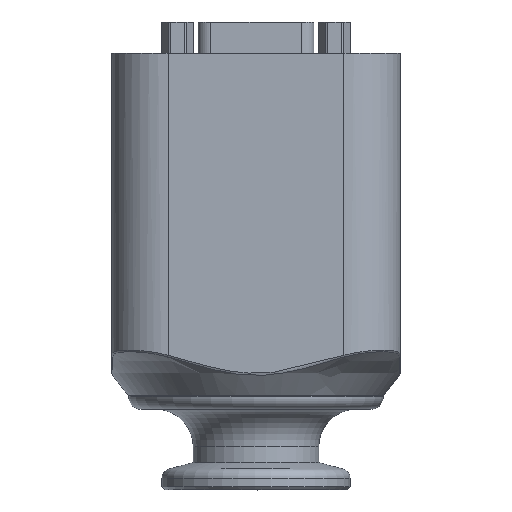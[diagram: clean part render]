
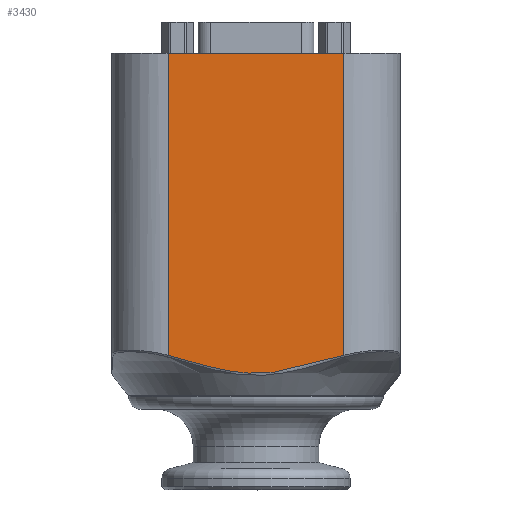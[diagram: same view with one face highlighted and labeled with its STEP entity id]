
A CAD part, top view. The second image highlights one B-rep face of the part: STEP entity #3430.
In plain terms, the highlighted planar face has unit normal (0, 0, 1).
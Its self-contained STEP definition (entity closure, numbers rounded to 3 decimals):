
#2030=CARTESIAN_POINT('',(-14.,6.355,22.931));
#2031=VERTEX_POINT('',#2030);
#2121=CARTESIAN_POINT('',(13.948,6.341,22.931));
#2122=VERTEX_POINT('',#2121);
#2129=CARTESIAN_POINT('',(-13.948,6.341,22.931));
#2130=VERTEX_POINT('',#2129);
#2131=CARTESIAN_POINT('',(13.948,6.341,22.931));
#2132=CARTESIAN_POINT('',(11.341,5.634,22.931));
#2133=CARTESIAN_POINT('',(7.261,4.338,22.931));
#2134=CARTESIAN_POINT('',(1.9,3.456,22.931));
#2135=CARTESIAN_POINT('',(-1.897,3.457,22.931));
#2136=CARTESIAN_POINT('',(-7.265,4.334,22.931));
#2137=CARTESIAN_POINT('',(-11.341,5.634,22.931));
#2138=CARTESIAN_POINT('',(-13.948,6.341,22.931));
#2139=B_SPLINE_CURVE_WITH_KNOTS('',3,(#2131,#2132,#2133,#2134,#2135,#2136,#2137,#2138),.UNSPECIFIED.,.F.,.U.,(4,1,1,1,1,4),(-11.699,-10.928,-10.543,-10.158,-9.773,-9.003),.UNSPECIFIED.);
#2140=EDGE_CURVE('',#2122,#2130,#2139,.T.);
#2182=CARTESIAN_POINT('',(-13.948,6.341,22.931));
#2183=CARTESIAN_POINT('',(-13.965,6.346,22.931));
#2184=CARTESIAN_POINT('',(-13.983,6.351,22.931));
#2185=CARTESIAN_POINT('',(-14.,6.355,22.931));
#2186=B_SPLINE_CURVE_WITH_KNOTS('',3,(#2182,#2183,#2184,#2185),.UNSPECIFIED.,.F.,.U.,(4,4),(-1.431,-1.426),.UNSPECIFIED.);
#2187=EDGE_CURVE('',#2130,#2031,#2186,.T.);
#2225=CARTESIAN_POINT('',(14.,6.355,22.931));
#2226=VERTEX_POINT('',#2225);
#2284=CARTESIAN_POINT('',(14.,6.355,22.931));
#2285=CARTESIAN_POINT('',(13.983,6.351,22.931));
#2286=CARTESIAN_POINT('',(13.965,6.346,22.931));
#2287=CARTESIAN_POINT('',(13.948,6.341,22.931));
#2288=B_SPLINE_CURVE_WITH_KNOTS('',3,(#2284,#2285,#2286,#2287),.UNSPECIFIED.,.F.,.U.,(4,4),(-0.005,0.),.UNSPECIFIED.);
#2289=EDGE_CURVE('',#2226,#2122,#2288,.T.);
#3387=CARTESIAN_POINT('',(14.,54.48,22.931));
#3388=VERTEX_POINT('',#3387);
#3396=CARTESIAN_POINT('',(14.,6.355,22.931));
#3397=DIRECTION('',(0.0,1.0,0.0));
#3398=VECTOR('',#3397,48.125);
#3399=LINE('',#3396,#3398);
#3400=EDGE_CURVE('',#2226,#3388,#3399,.T.);
#3405=CARTESIAN_POINT('',(-14.,0.0,22.931));
#3406=DIRECTION('',(0.0,0.0,1.0));
#3407=DIRECTION('',(1.0,0.0,0.0));
#3408=AXIS2_PLACEMENT_3D('',#3405,#3406,#3407);
#3409=PLANE('',#3408);
#3410=ORIENTED_EDGE('',*,*,#2289,.F.);
#3411=ORIENTED_EDGE('',*,*,#3400,.T.);
#3412=CARTESIAN_POINT('',(-14.,54.48,22.931));
#3413=VERTEX_POINT('',#3412);
#3414=CARTESIAN_POINT('',(-14.,54.48,22.931));
#3415=DIRECTION('',(1.0,0.0,0.0));
#3416=VECTOR('',#3415,28.);
#3417=LINE('',#3414,#3416);
#3418=EDGE_CURVE('',#3413,#3388,#3417,.T.);
#3419=ORIENTED_EDGE('',*,*,#3418,.F.);
#3420=CARTESIAN_POINT('',(-14.,6.355,22.931));
#3421=DIRECTION('',(0.0,1.0,0.0));
#3422=VECTOR('',#3421,48.125);
#3423=LINE('',#3420,#3422);
#3424=EDGE_CURVE('',#2031,#3413,#3423,.T.);
#3425=ORIENTED_EDGE('',*,*,#3424,.F.);
#3426=ORIENTED_EDGE('',*,*,#2187,.F.);
#3427=ORIENTED_EDGE('',*,*,#2140,.F.);
#3428=EDGE_LOOP('',(#3410,#3411,#3419,#3425,#3426,#3427));
#3429=FACE_OUTER_BOUND('',#3428,.T.);
#3430=ADVANCED_FACE('',(#3429),#3409,.T.);
